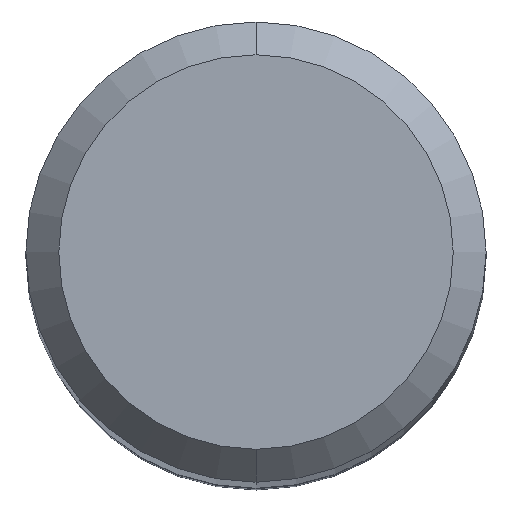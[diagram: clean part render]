
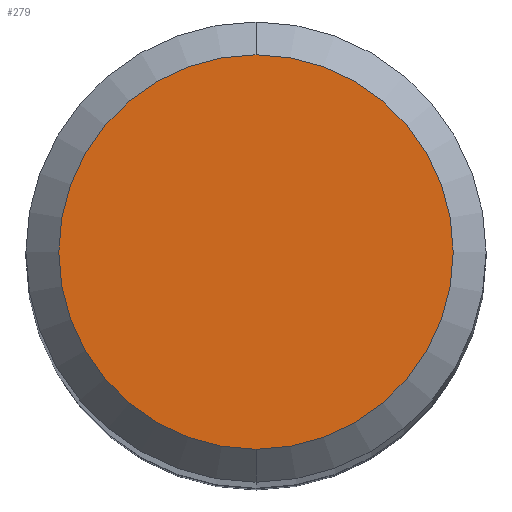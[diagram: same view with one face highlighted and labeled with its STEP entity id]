
A CAD part, top view. The second image highlights one B-rep face of the part: STEP entity #279.
In plain terms, the highlighted planar face has unit normal (0, 0, 1).
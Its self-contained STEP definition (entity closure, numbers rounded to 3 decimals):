
#147=VERTEX_POINT('',#378);
#151=EDGE_CURVE('',#251,#147,#382,.T.);
#189=EDGE_CURVE('',#147,#251,#422,.T.);
#251=VERTEX_POINT('',#495);
#279=ADVANCED_FACE('',(#526),#527,.T.);
#378=CARTESIAN_POINT('',(0.0,1.8,0.0));
#382=CIRCLE('',#638,1.8);
#422=CIRCLE('',#693,1.8);
#495=CARTESIAN_POINT('',(0.,-1.8,0.0));
#526=FACE_OUTER_BOUND('',#830,.T.);
#527=PLANE('',#831);
#638=AXIS2_PLACEMENT_3D('',#938,#939,#940);
#693=AXIS2_PLACEMENT_3D('',#979,#980,#981);
#830=EDGE_LOOP('',(#1122,#1123));
#831=AXIS2_PLACEMENT_3D('',#1124,#1125,#1126);
#938=CARTESIAN_POINT('',(0.0,0.0,0.0));
#939=DIRECTION('',(0.0,0.0,-1.0));
#940=DIRECTION('',(0.0,1.0,0.0));
#979=CARTESIAN_POINT('',(0.0,0.0,0.0));
#980=DIRECTION('',(0.0,0.0,-1.0));
#981=DIRECTION('',(0.0,1.0,0.0));
#1122=ORIENTED_EDGE('',*,*,#189,.F.);
#1123=ORIENTED_EDGE('',*,*,#151,.F.);
#1124=CARTESIAN_POINT('',(0.0,0.9,0.0));
#1125=DIRECTION('',(-0.0,0.0,1.0));
#1126=DIRECTION('',(0.0,-1.0,0.0));
